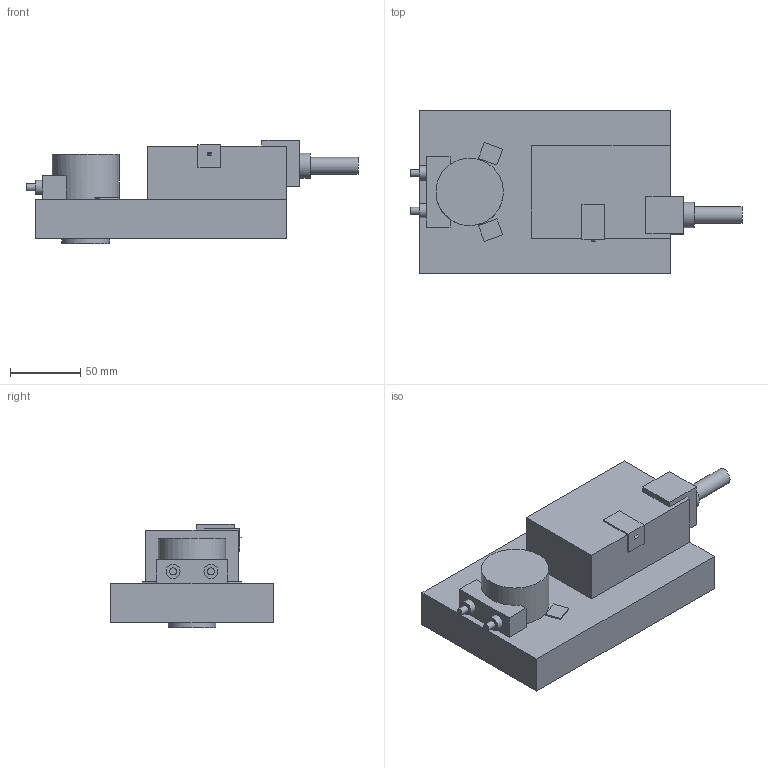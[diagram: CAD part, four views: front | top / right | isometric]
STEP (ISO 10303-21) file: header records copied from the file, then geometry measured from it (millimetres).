
FILE_DESCRIPTION( ( 'STEP AP214' ), '1' );
FILE_NAME( 'GM24A (0).stp', '2021-07-28T13:00:06', ( 'License CC BY-ND 4.0' ), ( 'CADENAS' ), ' ', 'PARTsolutions', ' ' );
FILE_SCHEMA( ( 'AUTOMOTIVE_DESIGN { 1 0 10303 214 1 1 1 1 }' ) );
Length unit declared in the file: millimetre
Products named in the file (1): _GM24A (0)
Bounding box: 236.5 x 115.6 x 73.5 mm (x, y, z)
Volume: 916698.1 mm3; surface area: 80436.5 mm2
Topology: 1 solids, 1 shells, 58 faces, 137 edges, 92 vertices
Faces by surface type: plane 50, cylinder 8
Full cylindrical faces by diameter (mm): 5 x2, 10 x2, 12 x1, 18 x1, 34 x1, 48 x1
Entity records: 2067 total; most frequent: CARTESIAN_POINT 274, DIRECTION 261, ORIENTED_EDGE 252, EDGE_CURVE 126, LINE 109, VECTOR 109, VERTEX_POINT 89, EDGE_LOOP 77
